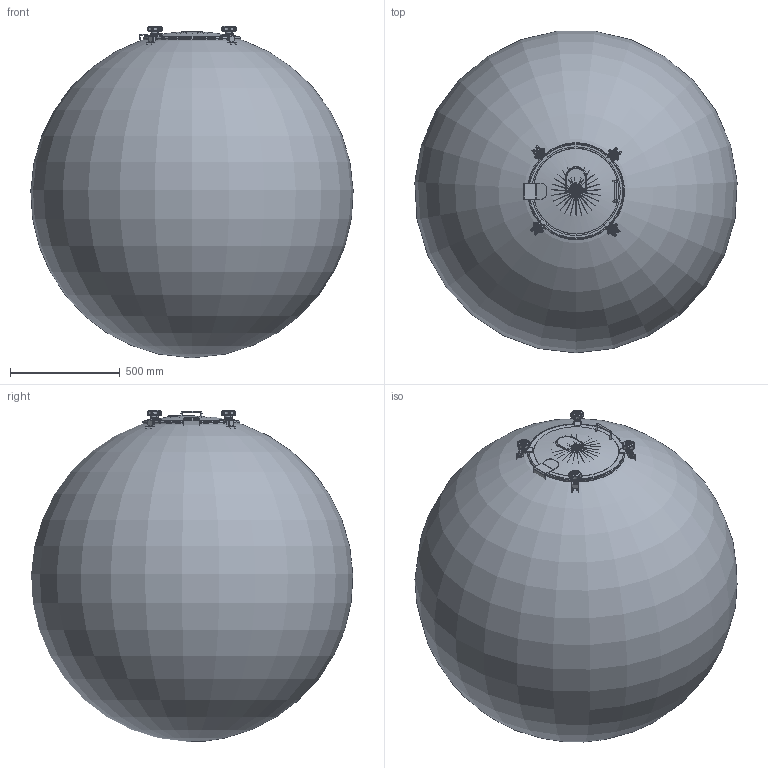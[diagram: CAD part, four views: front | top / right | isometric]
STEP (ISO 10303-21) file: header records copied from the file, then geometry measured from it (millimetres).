
FILE_DESCRIPTION(/* description */ ('Unknown'),/* implementation_level */ '2;1');
FILE_NAME(/* name */ 'FA49E6000 MOD 4V_400 rev 01',/* time_stamp */ '2016-07-01T17:15:44+02:00',/* author */ ('Unknown'),/* organization */ ('Unknown'),/* preprocessor_version */ 'ST-DEVELOPER v16',/* originating_system */ 'DEX',/* authorisation */ $);
FILE_SCHEMA (('AUTOMOTIVE_DESIGN {1 0 10303 214 3 1 1}'));
Length unit declared in the file: millimetre
Products named in the file (22): FA49E6000 MOD 4V_400 rev 01; 7TA4900-4 rev 0; 8AL12-18 rev 01; 81039 rev 02; 81055; 7CA4900 rev 01; 8AS212 rev 01; 82072 rev 02; 73004 rev 01; 9637 assieme; 95005; 95203; 93001 rev 01; 95420; 91000 rev 01; 82008 rev 02; 94160 c_rond; 94160 rev 0; 94160_1 rev 0; 97057; 97321
Assembly tree (42 placements, depth 4):
  FA49E6000 MOD 4V_400 rev 01
    7TA4900-4 rev 0
      8AL12-18 rev 01
      81039 rev 02
      81055  x4
    7CA4900 rev 01
      8AS212 rev 01
      82072 rev 02
      73004 rev 01
    9637 assieme
    95005
    95203
    93001 rev 01  x4
    95420  x4
    91000 rev 01  x4
    82008 rev 02  x4
    94160 c_rond  x4
      94160 rev 0
        94160 rev 0
        94160_1 rev 0
      97057
    97321  x4
Bounding box: 1470.72 x 1468.23 x 1513.68 mm (x, y, z)
Volume: 14062286.5 mm3; surface area: 14507644.5 mm2
Topology: 44 solids, 44 shells, 2951 faces, 7988 edges, 5161 vertices
Faces by surface type: plane 1607, cylinder 911, torus 164, bspline 142, sphere 72, cone 55
Full cylindrical faces by diameter (mm): 6.8 x1, 8 x8, 8.376 x4, 10 x13, 10.25 x8, 10.5 x8, 12 x4, 14 x1, 15.5 x8, 17 x4, 17.5 x4, 18 x4, 18.3 x4, 19 x4, 19.8 x4, 20 x8, 25 x4, 25.7 x4, 30 x4, 400 x1, 404 x1, 422 x1, 426 x1, 427 x1, 433.6 x1, 439 x1, 443 x1
Entity records: 33921 total; most frequent: CARTESIAN_POINT 9113, DIRECTION 4581, ORIENTED_EDGE 4322, EDGE_CURVE 2161, AXIS2_PLACEMENT_3D 1708, VERTEX_POINT 1443, LINE 1165, VECTOR 1165
